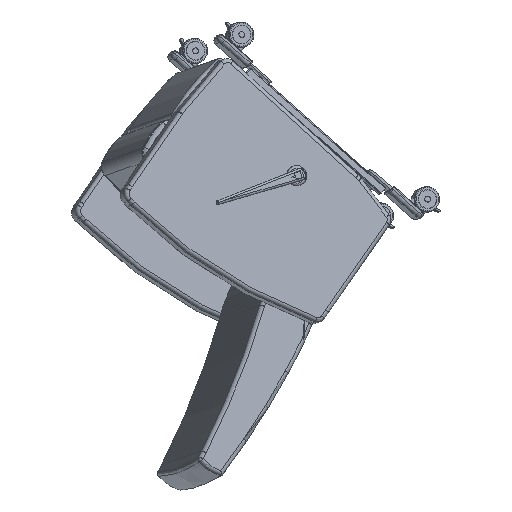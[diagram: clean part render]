
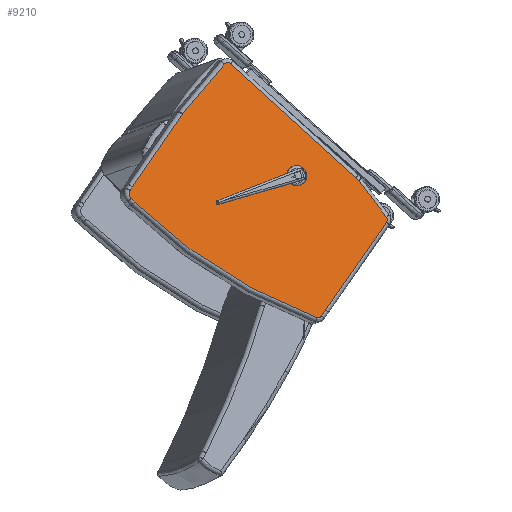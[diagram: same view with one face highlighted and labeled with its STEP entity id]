
A CAD part, left-side view. The second image highlights one B-rep face of the part: STEP entity #9210.
In plain terms, the highlighted face is planar.
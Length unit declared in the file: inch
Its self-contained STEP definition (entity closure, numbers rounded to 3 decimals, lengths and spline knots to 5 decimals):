
#1088=CIRCLE('',#10242,59.75);
#1092=CIRCLE('',#10248,0.5);
#1094=CIRCLE('',#10252,2.5);
#1097=CIRCLE('',#10256,0.5);
#1101=CIRCLE('',#10261,0.5);
#1104=CIRCLE('',#10266,59.75);
#1106=CIRCLE('',#10268,0.5);
#1107=CIRCLE('',#10271,0.75);
#1840=FACE_OUTER_BOUND('',#2443,.T.);
#2443=EDGE_LOOP('',(#8276,#8277,#8278,#8279,#8280,#8281,#8282,#8283,#8284,
#8285,#8286,#8287,#8288,#8289,#8290));
#3093=LINE('',#17332,#3762);
#3095=LINE('',#17363,#3764);
#3096=LINE('',#17379,#3765);
#3098=LINE('',#17398,#3767);
#3099=LINE('',#17423,#3768);
#3101=LINE('',#17440,#3770);
#3103=LINE('',#17459,#3772);
#3762=VECTOR('',#12761,0.3937);
#3764=VECTOR('',#12769,0.3937);
#3765=VECTOR('',#12778,0.3937);
#3767=VECTOR('',#12788,0.3937);
#3768=VECTOR('',#12799,0.3937);
#3770=VECTOR('',#12809,0.3937);
#3772=VECTOR('',#12823,0.3937);
#4543=VERTEX_POINT('',#17306);
#4544=VERTEX_POINT('',#17317);
#4545=VERTEX_POINT('',#17330);
#4546=VERTEX_POINT('',#17331);
#4549=VERTEX_POINT('',#17359);
#4550=VERTEX_POINT('',#17361);
#4551=VERTEX_POINT('',#17373);
#4552=VERTEX_POINT('',#17377);
#4553=VERTEX_POINT('',#17381);
#4555=VERTEX_POINT('',#17396);
#4557=VERTEX_POINT('',#17415);
#4559=VERTEX_POINT('',#17421);
#4561=VERTEX_POINT('',#17435);
#4562=VERTEX_POINT('',#17443);
#4563=VERTEX_POINT('',#17455);
#5778=EDGE_CURVE('',#4543,#4544,#1088,.T.);
#5780=EDGE_CURVE('',#4545,#4546,#3093,.T.);
#5786=EDGE_CURVE('',#4550,#4549,#3095,.T.);
#5788=EDGE_CURVE('',#4551,#4550,#1092,.T.);
#5790=EDGE_CURVE('',#4552,#4551,#3096,.T.);
#5792=EDGE_CURVE('',#4553,#4552,#1094,.T.);
#5795=EDGE_CURVE('',#4555,#4553,#3098,.T.);
#5797=EDGE_CURVE('',#4557,#4555,#1097,.T.);
#5800=EDGE_CURVE('',#4559,#4557,#3099,.T.);
#5803=EDGE_CURVE('',#4561,#4559,#1101,.T.);
#5805=EDGE_CURVE('',#4546,#4561,#3101,.T.);
#5808=EDGE_CURVE('',#4562,#4543,#1104,.T.);
#5810=EDGE_CURVE('',#4563,#4562,#1106,.T.);
#5811=EDGE_CURVE('',#4549,#4563,#3103,.T.);
#5812=EDGE_CURVE('',#4544,#4545,#1107,.T.);
#8276=ORIENTED_EDGE('',*,*,#5786,.F.);
#8277=ORIENTED_EDGE('',*,*,#5788,.F.);
#8278=ORIENTED_EDGE('',*,*,#5790,.F.);
#8279=ORIENTED_EDGE('',*,*,#5792,.F.);
#8280=ORIENTED_EDGE('',*,*,#5795,.F.);
#8281=ORIENTED_EDGE('',*,*,#5797,.F.);
#8282=ORIENTED_EDGE('',*,*,#5800,.F.);
#8283=ORIENTED_EDGE('',*,*,#5803,.F.);
#8284=ORIENTED_EDGE('',*,*,#5805,.F.);
#8285=ORIENTED_EDGE('',*,*,#5780,.F.);
#8286=ORIENTED_EDGE('',*,*,#5812,.F.);
#8287=ORIENTED_EDGE('',*,*,#5778,.F.);
#8288=ORIENTED_EDGE('',*,*,#5808,.F.);
#8289=ORIENTED_EDGE('',*,*,#5810,.F.);
#8290=ORIENTED_EDGE('',*,*,#5811,.F.);
#8713=PLANE('',#10277);
#9210=ADVANCED_FACE('',(#1840),#8713,.T.);
#10242=AXIS2_PLACEMENT_3D('',#17318,#12757,#12758);
#10248=AXIS2_PLACEMENT_3D('',#17375,#12772,#12773);
#10252=AXIS2_PLACEMENT_3D('',#17392,#12781,#12782);
#10256=AXIS2_PLACEMENT_3D('',#17417,#12791,#12792);
#10261=AXIS2_PLACEMENT_3D('',#17437,#12803,#12804);
#10266=AXIS2_PLACEMENT_3D('',#17445,#12815,#12816);
#10268=AXIS2_PLACEMENT_3D('',#17457,#12819,#12820);
#10271=AXIS2_PLACEMENT_3D('',#17461,#12826,#12827);
#10277=AXIS2_PLACEMENT_3D('',#17471,#12842,#12843);
#12757=DIRECTION('center_axis',(0.,0.,-1.));
#12758=DIRECTION('ref_axis',(0.05,0.999,0.));
#12761=DIRECTION('',(0.106,-0.994,0.));
#12769=DIRECTION('',(-0.106,0.994,0.));
#12772=DIRECTION('center_axis',(0.,0.,-1.));
#12773=DIRECTION('ref_axis',(-0.735,-0.679,0.));
#12778=DIRECTION('',(-0.983,0.184,0.));
#12781=DIRECTION('center_axis',(0.,0.,-1.));
#12782=DIRECTION('ref_axis',(-0.092,-0.996,0.));
#12788=DIRECTION('',(-1.,-0.001,0.));
#12791=DIRECTION('center_axis',(0.,0.,-1.));
#12792=DIRECTION('ref_axis',(0.712,-0.702,0.));
#12799=DIRECTION('',(0.014,-1.,0.));
#12803=DIRECTION('center_axis',(0.,0.,-1.));
#12804=DIRECTION('ref_axis',(0.998,0.062,0.));
#12809=DIRECTION('',(0.11,-0.994,0.));
#12815=DIRECTION('center_axis',(0.,0.,-1.));
#12816=DIRECTION('ref_axis',(-0.174,0.985,0.));
#12819=DIRECTION('center_axis',(0.,0.,-1.));
#12820=DIRECTION('ref_axis',(-0.859,0.512,0.));
#12823=DIRECTION('',(-0.106,0.994,0.));
#12826=DIRECTION('center_axis',(0.,0.,-1.));
#12827=DIRECTION('ref_axis',(0.669,0.743,0.));
#12842=DIRECTION('center_axis',(0.,0.,1.));
#12843=DIRECTION('ref_axis',(1.,0.,0.));
#17306=CARTESIAN_POINT('',(30.35305,-10.41044,3.));
#17317=CARTESIAN_POINT('',(30.96931,-10.4412,3.));
#17318=CARTESIAN_POINT('Origin',(27.68214,-70.10071,3.));
#17330=CARTESIAN_POINT('',(31.67349,-11.06456,3.));
#17331=CARTESIAN_POINT('',(31.72615,-11.55846,3.));
#17332=CARTESIAN_POINT('',(31.9615,-13.76578,3.));
#17359=CARTESIAN_POINT('',(5.07948,-16.22891,3.));
#17361=CARTESIAN_POINT('',(6.42687,-28.85763,3.));
#17363=CARTESIAN_POINT('',(5.95876,-24.47018,3.));
#17373=CARTESIAN_POINT('',(6.83187,-29.29602,3.));
#17375=CARTESIAN_POINT('Origin',(6.92405,-28.80459,3.));
#17377=CARTESIAN_POINT('',(12.11389,-30.28672,3.));
#17379=CARTESIAN_POINT('',(13.84383,-30.61119,3.));
#17381=CARTESIAN_POINT('',(12.57757,-30.32957,3.));
#17392=CARTESIAN_POINT('Origin',(12.57476,-27.82957,3.));
#17396=CARTESIAN_POINT('',(32.48755,-30.31847,3.));
#17398=CARTESIAN_POINT('',(25.75379,-30.32222,3.));
#17415=CARTESIAN_POINT('',(32.98722,-29.81165,3.));
#17417=CARTESIAN_POINT('Origin',(32.48727,-29.81847,3.));
#17421=CARTESIAN_POINT('',(32.88094,-22.0233,3.));
#17423=CARTESIAN_POINT('',(32.85178,-19.88638,3.));
#17435=CARTESIAN_POINT('',(32.87796,-21.97517,3.));
#17437=CARTESIAN_POINT('Origin',(32.38099,-22.03012,3.));
#17440=CARTESIAN_POINT('',(31.99514,-13.99111,3.));
#17443=CARTESIAN_POINT('',(5.29373,-14.84155,3.));
#17445=CARTESIAN_POINT('Origin',(27.98863,-70.11364,3.));
#17455=CARTESIAN_POINT('',(4.98646,-15.35712,3.));
#17457=CARTESIAN_POINT('Origin',(5.48364,-15.30407,3.));
#17459=CARTESIAN_POINT('',(5.24561,-17.78599,3.));
#17461=CARTESIAN_POINT('Origin',(30.93412,-11.19038,3.));
#17471=CARTESIAN_POINT('Origin',(18.,-18.,3.));
